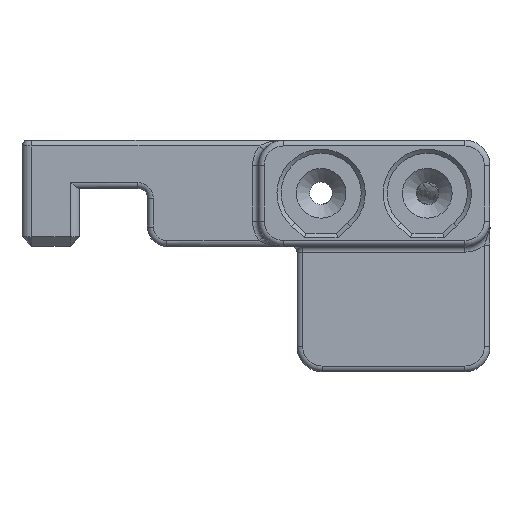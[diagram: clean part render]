
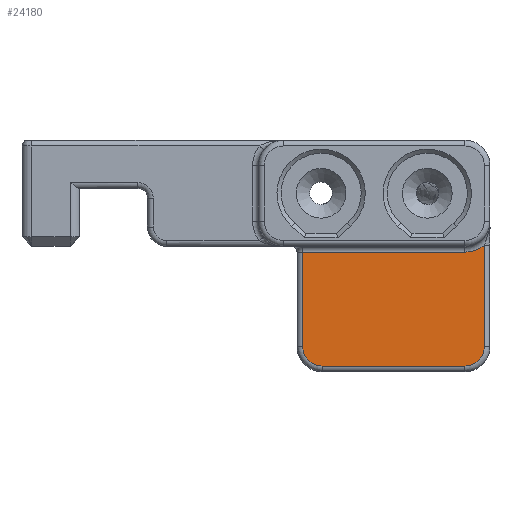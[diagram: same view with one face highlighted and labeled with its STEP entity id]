
A CAD part, front view. The second image highlights one B-rep face of the part: STEP entity #24180.
In plain terms, the highlighted planar face has unit normal (0, -1, 0).
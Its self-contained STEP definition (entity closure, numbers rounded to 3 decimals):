
#2374=FACE_OUTER_BOUND('',#3816,.T.);
#3816=EDGE_LOOP('',(#17108,#17109,#17110,#17111,#17112,#17113,#17114));
#5179=CIRCLE('',#25620,2.);
#5223=CIRCLE('',#25732,2.);
#5225=CIRCLE('',#25735,3.2);
#5859=LINE('',#34212,#8024);
#5945=LINE('',#34722,#8110);
#5970=LINE('',#34801,#8135);
#5971=LINE('',#34804,#8136);
#8024=VECTOR('',#27577,10.);
#8110=VECTOR('',#27833,10.);
#8135=VECTOR('',#27922,10.);
#8136=VECTOR('',#27925,10.);
#10305=VERTEX_POINT('',#34209);
#10306=VERTEX_POINT('',#34211);
#10307=VERTEX_POINT('',#34215);
#10382=VERTEX_POINT('',#34721);
#10403=VERTEX_POINT('',#34795);
#10404=VERTEX_POINT('',#34800);
#10405=VERTEX_POINT('',#34802);
#12807=EDGE_CURVE('',#10305,#10306,#5859,.T.);
#12809=EDGE_CURVE('',#10306,#10307,#5179,.T.);
#12946=EDGE_CURVE('',#10307,#10382,#5945,.T.);
#12984=EDGE_CURVE('',#10403,#10305,#5223,.T.);
#12986=EDGE_CURVE('',#10404,#10403,#5970,.T.);
#12987=EDGE_CURVE('',#10405,#10404,#5225,.T.);
#12988=EDGE_CURVE('',#10382,#10405,#5971,.T.);
#17108=ORIENTED_EDGE('',*,*,#12986,.F.);
#17109=ORIENTED_EDGE('',*,*,#12987,.F.);
#17110=ORIENTED_EDGE('',*,*,#12988,.F.);
#17111=ORIENTED_EDGE('',*,*,#12946,.F.);
#17112=ORIENTED_EDGE('',*,*,#12809,.F.);
#17113=ORIENTED_EDGE('',*,*,#12807,.F.);
#17114=ORIENTED_EDGE('',*,*,#12984,.F.);
#23452=PLANE('',#25734);
#24180=ADVANCED_FACE('',(#2374),#23452,.F.);
#25620=AXIS2_PLACEMENT_3D('',#34216,#27582,#27583);
#25732=AXIS2_PLACEMENT_3D('',#34797,#27916,#27917);
#25734=AXIS2_PLACEMENT_3D('',#34799,#27920,#27921);
#25735=AXIS2_PLACEMENT_3D('',#34803,#27923,#27924);
#27577=DIRECTION('',(-1.,0.,0.));
#27582=DIRECTION('center_axis',(0.,1.,0.));
#27583=DIRECTION('ref_axis',(-0.707,0.,-0.707));
#27833=DIRECTION('',(0.,0.,1.));
#27916=DIRECTION('center_axis',(0.,1.,0.));
#27917=DIRECTION('ref_axis',(0.707,0.,-0.707));
#27920=DIRECTION('center_axis',(0.,1.,0.));
#27921=DIRECTION('ref_axis',(-1.,0.,0.));
#27922=DIRECTION('',(0.,0.,-1.));
#27923=DIRECTION('center_axis',(0.,-1.,0.));
#27924=DIRECTION('ref_axis',(0.707,0.,-0.707));
#27925=DIRECTION('',(1.,0.,0.));
#34209=CARTESIAN_POINT('',(32.9,27.,-18.4));
#34211=CARTESIAN_POINT('',(18.1,27.,-18.4));
#34212=CARTESIAN_POINT('',(27.75,27.,-18.4));
#34215=CARTESIAN_POINT('',(16.1,27.,-16.4));
#34216=CARTESIAN_POINT('Origin',(18.1,27.,-16.4));
#34721=CARTESIAN_POINT('',(16.1,27.,-6.6));
#34722=CARTESIAN_POINT('',(16.1,27.,-3.));
#34795=CARTESIAN_POINT('',(34.9,27.,-16.4));
#34797=CARTESIAN_POINT('Origin',(32.9,27.,-16.4));
#34799=CARTESIAN_POINT('Origin',(30.,27.,0.));
#34800=CARTESIAN_POINT('',(34.9,27.,-5.898));
#34801=CARTESIAN_POINT('',(34.9,27.,2.));
#34802=CARTESIAN_POINT('',(32.9,27.,-6.6));
#34803=CARTESIAN_POINT('Origin',(32.9,27.,-3.4));
#34804=CARTESIAN_POINT('',(30.75,27.,-6.6));
